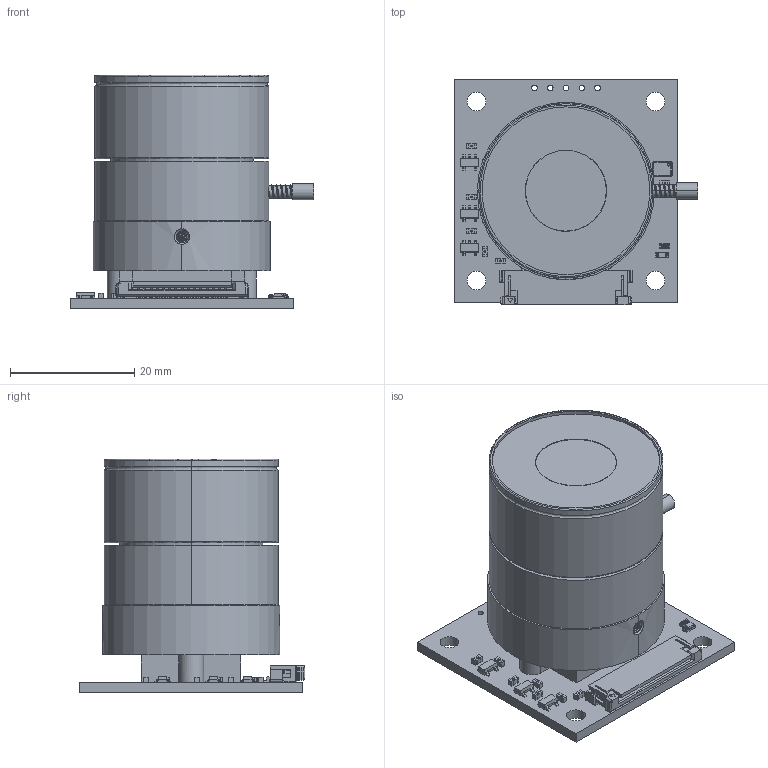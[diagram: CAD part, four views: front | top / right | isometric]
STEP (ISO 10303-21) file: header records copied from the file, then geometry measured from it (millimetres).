
FILE_DESCRIPTION(('Open CASCADE Model'),'2;1');
FILE_NAME('Open CASCADE Shape Model','2019-10-31T09:39:55',('Author'),( 'Open CASCADE'),'Open CASCADE STEP processor 6.2','Open CASCADE 6.2' ,'Unknown');
FILE_SCHEMA(('AUTOMOTIVE_DESIGN { 1 0 10303 214 1 1 1 1 }'));
Length unit declared in the file: millimetre
Products named in the file (41): PCB; Board; R1; R0603; U3; SW3DPS-SOT-23-5-DEFAULT; U4; G1; User_Library-3225-1; H1; 730116032; P1; 522071533; Open CASCADE STEP translator 6.2 19.7.1.1; Open CASCADE STEP translator 6.2 19.7.1.2; R2; C3; 0603_C; U1; U2; 560571040; Extruded; 560577056; C7; C8; L1; User_Library-FB_1608; User_Library-FB_1608_Pad001; User_Library-FB_1608_Cut; R3; V1; 881239456; C9; C10; C12; C6; C1; C2; C4; C5
Assembly tree (54 placements, depth 4):
  PCB
    Board
    R1
      R0603
    U3
      SW3DPS-SOT-23-5-DEFAULT
    U4
      SW3DPS-SOT-23-5-DEFAULT
    G1
      User_Library-3225-1
    H1
      730116032
    P1
      522071533
        Open CASCADE STEP translator 6.2 19.7.1.1
        Open CASCADE STEP translator 6.2 19.7.1.2
    R2
      R0603
    C3
      0603_C
    U1
      SW3DPS-SOT-23-5-DEFAULT
    U2
      560571040
        Extruded
      560577056
        Extruded
    C7
      0603_C
    C8
      0603_C
    L1
      User_Library-FB_1608
        User_Library-FB_1608_Pad001
        User_Library-FB_1608_Cut
    R3
      R0603
    V1
      881239456
    C9
      0603_C
    C10
      0603_C
    C12
      0603_C
    C6
      0603_C
    C1
      0603_C
    C2
      0603_C
    C4
      0603_C
    C5
      0603_C
Bounding box: 39.21 x 36.32 x 37.65 mm (x, y, z)
Volume: 20770.4 mm3; surface area: 16521.6 mm2
Topology: 51 solids, 51 shells, 2273 faces, 6272 edges, 4108 vertices
Faces by surface type: plane 1350, cylinder 506, bspline 230, extrusion 99, sphere 88
Full cylindrical faces by diameter (mm): 0.69 x3, 0.7 x1, 0.9 x5, 3 x4
Entity records: 186377 total; most frequent: CARTESIAN_POINT 106064, DIRECTION 12463, VECTOR 8743, LINE 8734, ORIENTED_EDGE 8288, PCURVE 8288, DEFINITIONAL_REPRESENTATION 8288, EDGE_CURVE 4144
